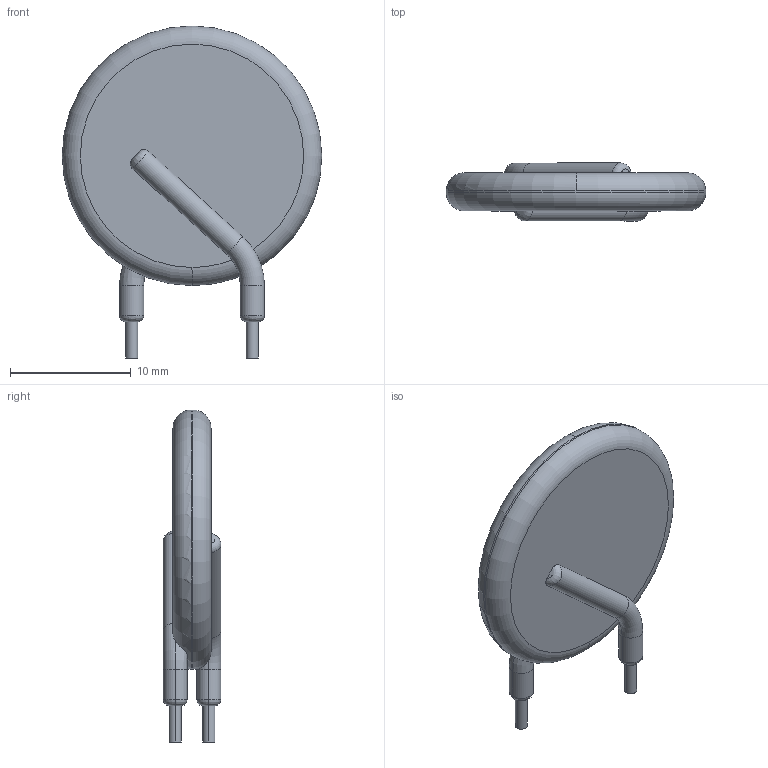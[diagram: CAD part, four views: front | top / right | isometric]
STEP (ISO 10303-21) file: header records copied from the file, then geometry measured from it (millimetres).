
FILE_DESCRIPTION((''),'2;1');
FILE_NAME('USER_LIBRARY-VDR_226','2015-09-06T',('Byron'),(''),'PRO/ENGINEER BY PARAMETRIC TECHNOLOGY CORPORATION, 2011310','PRO/ENGINEER BY PARAMETRIC TECHNOLOGY CORPORATION, 2011310','');
FILE_SCHEMA(('AUTOMOTIVE_DESIGN { 1 2 10303 214 0 1 1 1 }'));
Length unit declared in the file: millimetre
Products named in the file (1): USER_LIBRARY-VDR_226
Bounding box: 21.5 x 4.8 x 27.5 mm (x, y, z)
Volume: 1145.3 mm3; surface area: 949.1 mm2
Topology: 1 solids, 1 shells, 32 faces, 83 edges, 53 vertices
Faces by surface type: cylinder 12, plane 6, torus 6, bspline 6, revolution 2
Entity records: 1572 total; most frequent: CARTESIAN_POINT 492, DIRECTION 174, ORIENTED_EDGE 166, EDGE_CURVE 83, AXIS2_PLACEMENT_3D 78, CIRCLE 54, VERTEX_POINT 53, PRESENTATION_STYLE_ASSIGNMENT 34
